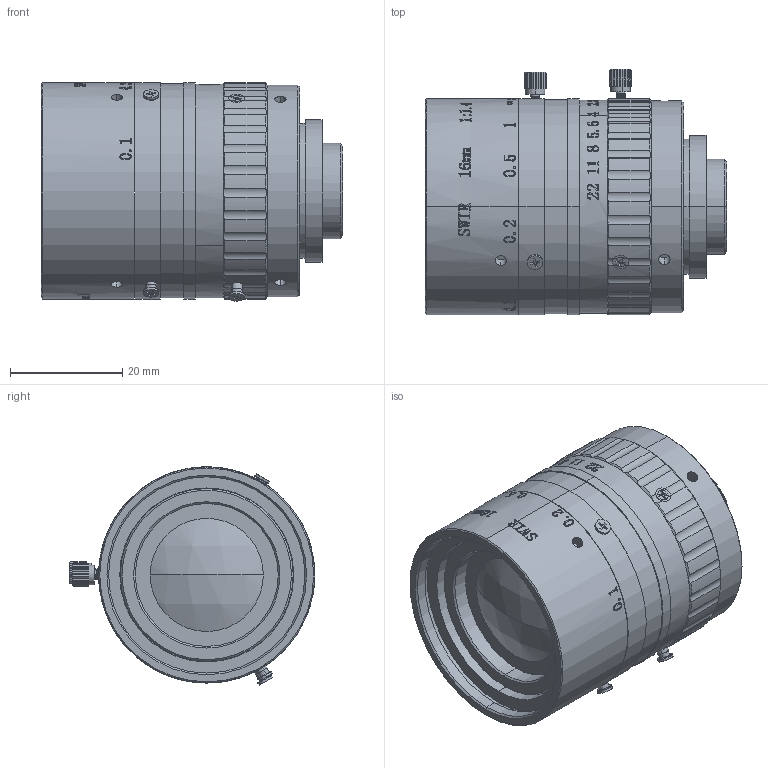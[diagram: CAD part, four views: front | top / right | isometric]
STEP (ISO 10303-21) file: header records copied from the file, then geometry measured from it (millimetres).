
FILE_DESCRIPTION (( 'STEP AP203' ), '1' );
FILE_NAME ('VA-LCM-2MP-16MM-F1.4-015-SWIR.STEP', '2017-07-11T03:34:31', ( 'Windows' ), ( 'Microsoft' ), 'SwSTEP 2.0', 'SolidWorks 2014', '' );
FILE_SCHEMA (( 'CONFIG_CONTROL_DESIGN' ));
Length unit declared in the file: millimetre
Products named in the file (1): VA-LCM-2MP-16MM-F1.4-015-SWIR
Bounding box: 53.74 x 43.76 x 38.88 mm (x, y, z)
Surface area: 11984.6 mm2 (no closed solid volume)
Topology: 0 solids, 18 shells, 956 faces, 3719 edges, 2652 vertices
Faces by surface type: bspline 413, cylinder 282, plane 194, cone 57, torus 6, sphere 4
Entity records: 82409 total; most frequent: CARTESIAN_POINT 58239, ORIENTED_EDGE 5806, EDGE_CURVE 3719, VERTEX_POINT 2652, DIRECTION 2609, B_SPLINE_CURVE_WITH_KNOTS 2536, EDGE_LOOP 1064, AXIS2_PLACEMENT_3D 980
